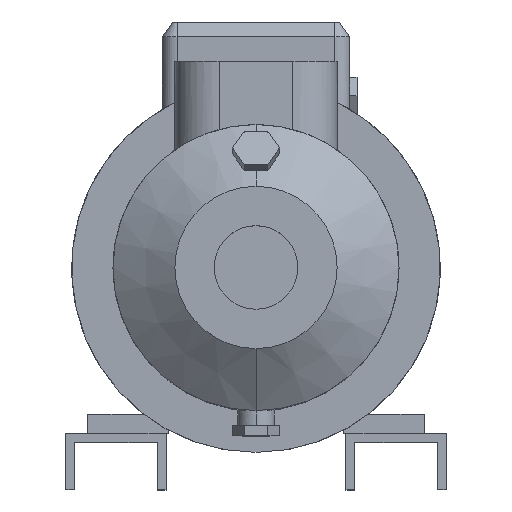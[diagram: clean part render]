
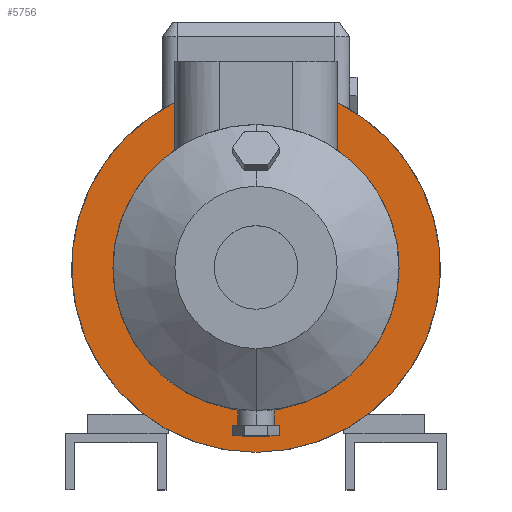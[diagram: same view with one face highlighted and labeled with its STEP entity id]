
A CAD part, top view. The second image highlights one B-rep face of the part: STEP entity #5756.
In plain terms, the highlighted planar face has unit normal (0, 0, 1).
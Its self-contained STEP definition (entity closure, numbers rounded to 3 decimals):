
#53 = CIRCLE ( 'NONE', #11480, 125. ) ;
#177 = CARTESIAN_POINT ( 'NONE',  ( 55., 112.25, -43. ) ) ;
#208 = ORIENTED_EDGE ( 'NONE', *, *, #9691, .T. ) ;
#500 = VERTEX_POINT ( 'NONE', #3654 ) ;
#697 = CARTESIAN_POINT ( 'NONE',  ( 0., 0., -43. ) ) ;
#908 = ORIENTED_EDGE ( 'NONE', *, *, #4024, .F. ) ;
#1105 = CARTESIAN_POINT ( 'NONE',  ( 55., 79.9, -43. ) ) ;
#1114 = EDGE_CURVE ( 'NONE', #500, #6266, #11656, .T. ) ;
#1130 = LINE ( 'NONE', #7613, #6162 ) ;
#1194 = CARTESIAN_POINT ( 'NONE',  ( 0., -97., -43. ) ) ;
#1604 = ORIENTED_EDGE ( 'NONE', *, *, #3573, .T. ) ;
#2047 = EDGE_LOOP ( 'NONE', ( #9180, #908, #11252, #1604, #4351, #208 ) ) ;
#2071 = EDGE_CURVE ( 'NONE', #8959, #3564, #6882, .T. ) ;
#2170 = LINE ( 'NONE', #11350, #8464 ) ;
#2669 = CARTESIAN_POINT ( 'NONE',  ( 0., -125., -43. ) ) ;
#2764 = CARTESIAN_POINT ( 'NONE',  ( -55., 79.9, -43. ) ) ;
#2783 = VERTEX_POINT ( 'NONE', #1105 ) ;
#3139 = AXIS2_PLACEMENT_3D ( 'NONE', #11477, #7817, #9616 ) ;
#3327 = CARTESIAN_POINT ( 'NONE',  ( 0., 0., -43. ) ) ;
#3564 = VERTEX_POINT ( 'NONE', #1194 ) ;
#3573 = EDGE_CURVE ( 'NONE', #8959, #500, #1130, .T. ) ;
#3654 = CARTESIAN_POINT ( 'NONE',  ( -55., 112.25, -43. ) ) ;
#4024 = EDGE_CURVE ( 'NONE', #3564, #2783, #7312, .T. ) ;
#4185 = PLANE ( 'NONE',  #3139 ) ;
#4351 = ORIENTED_EDGE ( 'NONE', *, *, #1114, .T. ) ;
#4445 = EDGE_CURVE ( 'NONE', #2783, #4695, #2170, .T. ) ;
#4464 = AXIS2_PLACEMENT_3D ( 'NONE', #6596, #5648, #7813 ) ;
#4695 = VERTEX_POINT ( 'NONE', #177 ) ;
#4715 = DIRECTION ( 'NONE',  ( 0., 0., 1. ) ) ;
#5648 = DIRECTION ( 'NONE',  ( 0., 0., 1. ) ) ;
#5756 = ADVANCED_FACE ( 'NONE', ( #6032 ), #4185, .F. ) ;
#6032 = FACE_OUTER_BOUND ( 'NONE', #2047, .T. ) ;
#6162 = VECTOR ( 'NONE', #8507, 1000. ) ;
#6183 = DIRECTION ( 'NONE',  ( 0., -1., 0. ) ) ;
#6266 = VERTEX_POINT ( 'NONE', #2669 ) ;
#6596 = CARTESIAN_POINT ( 'NONE',  ( 0., 0., -43. ) ) ;
#6882 = CIRCLE ( 'NONE', #9951, 97. ) ;
#7065 = DIRECTION ( 'NONE',  ( 0., 0., 1. ) ) ;
#7135 = DIRECTION ( 'NONE',  ( 0., -1., 0. ) ) ;
#7312 = CIRCLE ( 'NONE', #4464, 97. ) ;
#7578 = DIRECTION ( 'NONE',  ( 0., 1., 0. ) ) ;
#7613 = CARTESIAN_POINT ( 'NONE',  ( -55., -125.002, -43. ) ) ;
#7813 = DIRECTION ( 'NONE',  ( 0., -1., 0. ) ) ;
#7817 = DIRECTION ( 'NONE',  ( 0., 0., -1. ) ) ;
#8010 = AXIS2_PLACEMENT_3D ( 'NONE', #697, #9762, #7135 ) ;
#8393 = DIRECTION ( 'NONE',  ( 0., -1., 0. ) ) ;
#8464 = VECTOR ( 'NONE', #7578, 1000. ) ;
#8507 = DIRECTION ( 'NONE',  ( 0., 1., 0. ) ) ;
#8959 = VERTEX_POINT ( 'NONE', #2764 ) ;
#9180 = ORIENTED_EDGE ( 'NONE', *, *, #4445, .F. ) ;
#9616 = DIRECTION ( 'NONE',  ( 0., 1., 0. ) ) ;
#9691 = EDGE_CURVE ( 'NONE', #6266, #4695, #53, .T. ) ;
#9762 = DIRECTION ( 'NONE',  ( 0., 0., 1. ) ) ;
#9951 = AXIS2_PLACEMENT_3D ( 'NONE', #10983, #4715, #8393 ) ;
#10983 = CARTESIAN_POINT ( 'NONE',  ( 0., 0., -43. ) ) ;
#11252 = ORIENTED_EDGE ( 'NONE', *, *, #2071, .F. ) ;
#11350 = CARTESIAN_POINT ( 'NONE',  ( 55., -125.002, -43. ) ) ;
#11477 = CARTESIAN_POINT ( 'NONE',  ( 0., 97., -43. ) ) ;
#11480 = AXIS2_PLACEMENT_3D ( 'NONE', #3327, #7065, #6183 ) ;
#11656 = CIRCLE ( 'NONE', #8010, 125. ) ;
